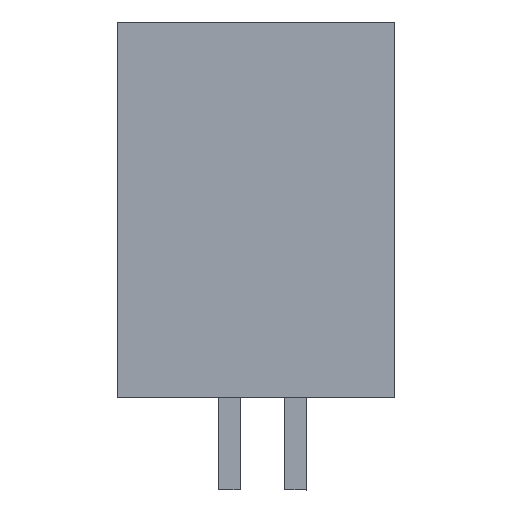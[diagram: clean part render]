
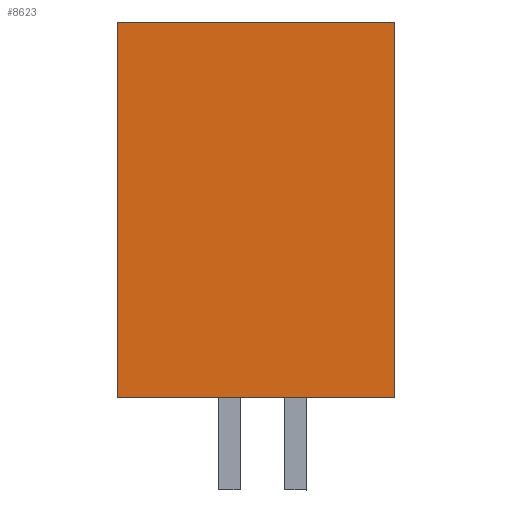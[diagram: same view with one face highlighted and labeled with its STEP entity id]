
A CAD part, left-side view. The second image highlights one B-rep face of the part: STEP entity #8623.
In plain terms, the highlighted planar face has unit normal (-1, 0, 0).
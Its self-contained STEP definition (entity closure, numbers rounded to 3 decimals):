
#8603=AXIS2_PLACEMENT_3D('Plane Axis2P3D',#8600,#8601,#8602) ;
#1500=CARTESIAN_POINT('Vertex',(0.,0.,3.5)) ;
#1503=CARTESIAN_POINT('Line Origine',(0.,5.25,3.5)) ;
#1507=CARTESIAN_POINT('Vertex',(0.,10.5,3.5)) ;
#3072=CARTESIAN_POINT('Line Origine',(0.,0.,10.6)) ;
#3076=CARTESIAN_POINT('Vertex',(0.,0.,17.7)) ;
#8600=CARTESIAN_POINT('Axis2P3D Location',(0.,10.5,0.)) ;
#8605=CARTESIAN_POINT('Line Origine',(0.,10.5,10.6)) ;
#8609=CARTESIAN_POINT('Vertex',(0.,10.5,17.7)) ;
#8612=CARTESIAN_POINT('Line Origine',(0.,5.25,17.7)) ;
#1504=DIRECTION('Vector Direction',(0.,-1.,0.)) ;
#3073=DIRECTION('Vector Direction',(0.,0.,1.)) ;
#8601=DIRECTION('Axis2P3D Direction',(-1.,0.,0.)) ;
#8602=DIRECTION('Axis2P3D XDirection',(0.,-1.,0.)) ;
#8606=DIRECTION('Vector Direction',(0.,0.,1.)) ;
#8613=DIRECTION('Vector Direction',(0.,-1.,0.)) ;
#1505=VECTOR('Line Direction',#1504,1.) ;
#3074=VECTOR('Line Direction',#3073,1.) ;
#8607=VECTOR('Line Direction',#8606,1.) ;
#8614=VECTOR('Line Direction',#8613,1.) ;
#8618=ORIENTED_EDGE('',*,*,#8611,.T.) ;
#8619=ORIENTED_EDGE('',*,*,#1509,.T.) ;
#8620=ORIENTED_EDGE('',*,*,#3078,.T.) ;
#8621=ORIENTED_EDGE('',*,*,#8616,.T.) ;
#8623=ADVANCED_FACE('HOUSING',(#8622),#8604,.T.) ;
#1509=EDGE_CURVE('',#1508,#1501,#1506,.T.) ;
#3078=EDGE_CURVE('',#1501,#3077,#3075,.T.) ;
#8611=EDGE_CURVE('',#8610,#1508,#8608,.F.) ;
#8616=EDGE_CURVE('',#3077,#8610,#8615,.F.) ;
#8617=EDGE_LOOP('',(#8618,#8619,#8620,#8621)) ;
#8622=FACE_OUTER_BOUND('',#8617,.T.) ;
#1506=LINE('Line',#1503,#1505) ;
#3075=LINE('Line',#3072,#3074) ;
#8608=LINE('Line',#8605,#8607) ;
#8615=LINE('Line',#8612,#8614) ;
#8604=PLANE('',#8603) ;
#1501=VERTEX_POINT('',#1500) ;
#1508=VERTEX_POINT('',#1507) ;
#3077=VERTEX_POINT('',#3076) ;
#8610=VERTEX_POINT('',#8609) ;
